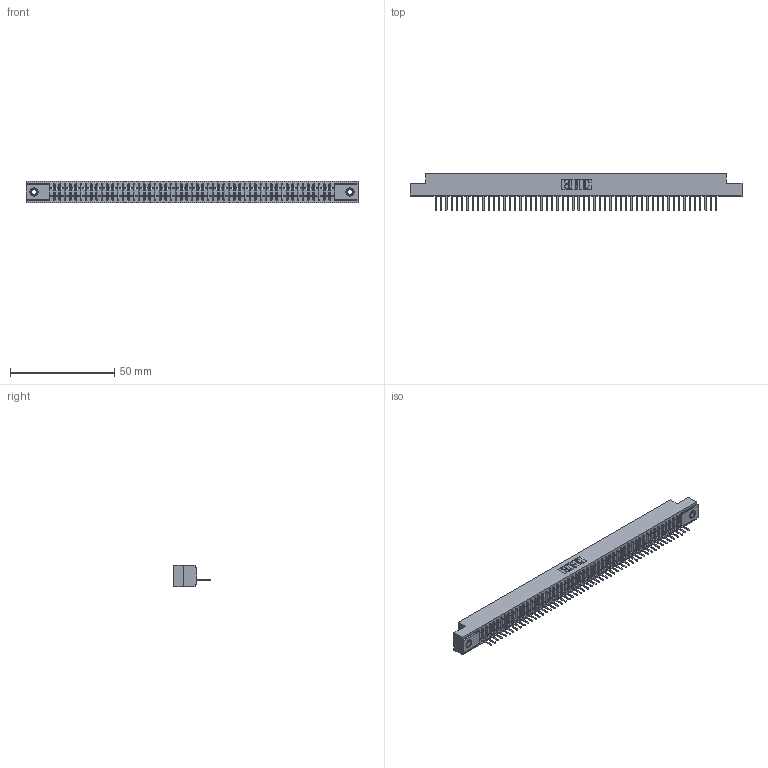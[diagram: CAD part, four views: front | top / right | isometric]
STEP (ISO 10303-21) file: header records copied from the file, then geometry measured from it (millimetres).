
FILE_DESCRIPTION (( 'STEP AP203' ), '1' );
FILE_NAME ('341-054-521-107.STEP', '2018-08-07T14:09:24', ( '' ), ( '' ), 'SwSTEP 2.0', 'SolidWorks 2016', '' );
FILE_SCHEMA (( 'CONFIG_CONTROL_DESIGN' ));
Length unit declared in the file: inch
Products named in the file (4): 341 Part_.156 (3.96) Dia Mounting Holes; 341-292-001_341-292-121; 345-250-001_345-250-005-103; 341-054-521-107
Assembly tree (57 placements, depth 2):
  341-054-521-107
    341 Part_.156 (3.96) Dia Mounting Holes
    341-292-001_341-292-121  x54
    345-250-001_345-250-005-103  x2
Bounding box: 159.38 x 17.7 x 10.16 mm (x, y, z)
Volume: 11421.3 mm3; surface area: 18237.3 mm2
Topology: 57 solids, 57 shells, 4604 faces, 13250 edges, 8498 vertices
Faces by surface type: plane 2854, cylinder 1518, sphere 110, torus 110, cone 12
Entity records: 63210 total; most frequent: CARTESIAN_POINT 10723, ORIENTED_EDGE 10704, DIRECTION 10352, EDGE_CURVE 5352, VECTOR 4334, LINE 4334, VERTEX_POINT 3380, AXIS2_PLACEMENT_3D 3009
